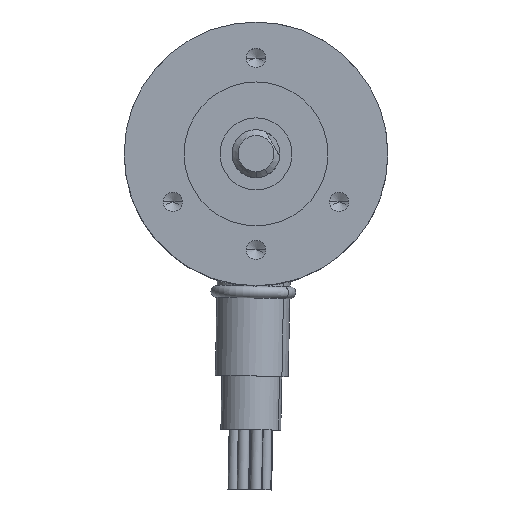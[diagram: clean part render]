
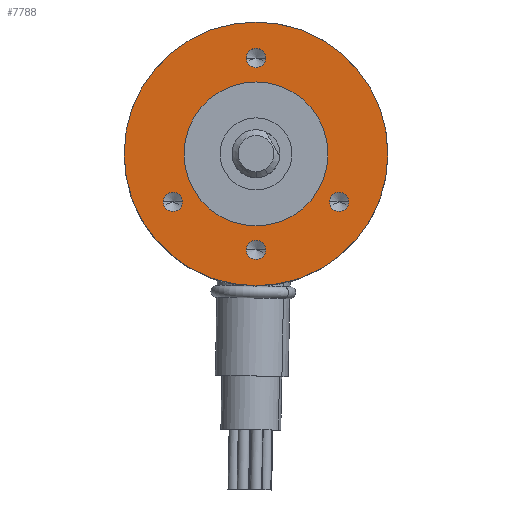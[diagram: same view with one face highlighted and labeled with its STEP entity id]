
A CAD part, top view. The second image highlights one B-rep face of the part: STEP entity #7788.
In plain terms, the highlighted planar face has unit normal (0, 0, 1).
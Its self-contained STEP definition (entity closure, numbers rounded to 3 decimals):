
#999=CARTESIAN_POINT('',(0.,0.,-4.));
#1000=DIRECTION('',(0.,0.,1.));
#1001=DIRECTION('',(-1.,0.,0.));
#1002=AXIS2_PLACEMENT_3D('',#999,#1000,#1001);
#1008=CARTESIAN_POINT('',(0.,0.,-4.));
#1009=DIRECTION('',(0.,0.,1.));
#1010=DIRECTION('',(0.,1.,0.));
#1011=AXIS2_PLACEMENT_3D('',#1008,#1009,#1010);
#1013=CARTESIAN_POINT('',(0.,0.,-4.));
#1014=DIRECTION('',(0.,0.,1.));
#1015=DIRECTION('',(0.,-1.,0.));
#1016=AXIS2_PLACEMENT_3D('',#1013,#1014,#1015);
#1018=CARTESIAN_POINT('',(0.,0.,-4.));
#1019=DIRECTION('',(0.,0.,1.));
#1020=DIRECTION('',(1.,0.,0.));
#1021=AXIS2_PLACEMENT_3D('',#1018,#1019,#1020);
#1027=CARTESIAN_POINT('',(0.,-8.,-4.));
#1028=DIRECTION('',(0.,0.,1.));
#1029=DIRECTION('',(-1.,0.,0.));
#1030=AXIS2_PLACEMENT_3D('',#1027,#1028,#1029);
#1036=CARTESIAN_POINT('',(0.,-8.,-4.));
#1037=DIRECTION('',(0.,0.,1.));
#1038=DIRECTION('',(1.,0.,0.));
#1039=AXIS2_PLACEMENT_3D('',#1036,#1037,#1038);
#1063=CARTESIAN_POINT('',(6.928,-4.,-4.));
#1064=DIRECTION('',(0.,0.,1.));
#1065=DIRECTION('',(-1.,0.,0.));
#1066=AXIS2_PLACEMENT_3D('',#1063,#1064,#1065);
#1072=CARTESIAN_POINT('',(6.928,-4.,-4.));
#1073=DIRECTION('',(0.,0.,1.));
#1074=DIRECTION('',(1.,0.,0.));
#1075=AXIS2_PLACEMENT_3D('',#1072,#1073,#1074);
#1099=CARTESIAN_POINT('',(0.,8.,-4.));
#1100=DIRECTION('',(0.,0.,1.));
#1101=DIRECTION('',(-1.,0.,0.));
#1102=AXIS2_PLACEMENT_3D('',#1099,#1100,#1101);
#1108=CARTESIAN_POINT('',(0.,8.,-4.));
#1109=DIRECTION('',(0.,0.,1.));
#1110=DIRECTION('',(1.,0.,0.));
#1111=AXIS2_PLACEMENT_3D('',#1108,#1109,#1110);
#1135=CARTESIAN_POINT('',(-6.928,-4.,-4.));
#1136=DIRECTION('',(0.,0.,1.));
#1137=DIRECTION('',(-1.,0.,0.));
#1138=AXIS2_PLACEMENT_3D('',#1135,#1136,#1137);
#1144=CARTESIAN_POINT('',(-6.928,-4.,-4.));
#1145=DIRECTION('',(0.,0.,1.));
#1146=DIRECTION('',(1.,0.,0.));
#1147=AXIS2_PLACEMENT_3D('',#1144,#1145,#1146);
#6591=CARTESIAN_POINT('',(0.,6.,-4.));
#6592=VERTEX_POINT('',#6591);
#6593=CARTESIAN_POINT('',(0.,-6.,-4.));
#6594=VERTEX_POINT('',#6593);
#7047=CARTESIAN_POINT('',(-7.728,-4.,-4.));
#7048=CARTESIAN_POINT('',(-6.128,-4.,-4.));
#7049=VERTEX_POINT('',#7047);
#7050=VERTEX_POINT('',#7048);
#7051=CARTESIAN_POINT('',(-0.8,8.,-4.));
#7052=CARTESIAN_POINT('',(0.8,8.,-4.));
#7053=VERTEX_POINT('',#7051);
#7054=VERTEX_POINT('',#7052);
#7055=CARTESIAN_POINT('',(-11.,0.,-4.));
#7056=CARTESIAN_POINT('',(11.,0.,-4.));
#7057=VERTEX_POINT('',#7055);
#7058=VERTEX_POINT('',#7056);
#7059=CARTESIAN_POINT('',(6.128,-4.,-4.));
#7060=CARTESIAN_POINT('',(7.728,-4.,-4.));
#7061=VERTEX_POINT('',#7059);
#7062=VERTEX_POINT('',#7060);
#7063=CARTESIAN_POINT('',(-0.8,-8.,-4.));
#7064=CARTESIAN_POINT('',(0.8,-8.,-4.));
#7065=VERTEX_POINT('',#7063);
#7066=VERTEX_POINT('',#7064);
#7748=CARTESIAN_POINT('',(0.,0.,-4.));
#7749=DIRECTION('',(0.,0.,1.));
#7750=DIRECTION('',(1.,0.,0.));
#7751=AXIS2_PLACEMENT_3D('',#7748,#7749,#7750);
#7752=PLANE('',#7751);
#7753=ORIENTED_EDGE('',*,*,#7738,.F.);
#7755=ORIENTED_EDGE('',*,*,#7754,.F.);
#7756=EDGE_LOOP('',(#7753,#7755));
#7757=FACE_OUTER_BOUND('',#7756,.F.);
#7759=ORIENTED_EDGE('',*,*,#7758,.T.);
#7761=ORIENTED_EDGE('',*,*,#7760,.T.);
#7762=EDGE_LOOP('',(#7759,#7761));
#7763=FACE_BOUND('',#7762,.F.);
#7765=ORIENTED_EDGE('',*,*,#7764,.T.);
#7767=ORIENTED_EDGE('',*,*,#7766,.T.);
#7768=EDGE_LOOP('',(#7765,#7767));
#7769=FACE_BOUND('',#7768,.F.);
#7771=ORIENTED_EDGE('',*,*,#7770,.T.);
#7773=ORIENTED_EDGE('',*,*,#7772,.T.);
#7774=EDGE_LOOP('',(#7771,#7773));
#7775=FACE_BOUND('',#7774,.F.);
#7777=ORIENTED_EDGE('',*,*,#7776,.T.);
#7779=ORIENTED_EDGE('',*,*,#7778,.T.);
#7780=EDGE_LOOP('',(#7777,#7779));
#7781=FACE_BOUND('',#7780,.F.);
#7783=ORIENTED_EDGE('',*,*,#7782,.T.);
#7785=ORIENTED_EDGE('',*,*,#7784,.T.);
#7786=EDGE_LOOP('',(#7783,#7785));
#7787=FACE_BOUND('',#7786,.F.);
#7788=ADVANCED_FACE('',(#7757,#7763,#7769,#7775,#7781,#7787),#7752,.T.);
#1003=CIRCLE('',#1002,11.);
#1012=CIRCLE('',#1011,6.);
#1017=CIRCLE('',#1016,6.);
#1022=CIRCLE('',#1021,11.);
#1031=CIRCLE('',#1030,0.8);
#1040=CIRCLE('',#1039,0.8);
#1067=CIRCLE('',#1066,0.8);
#1076=CIRCLE('',#1075,0.8);
#1103=CIRCLE('',#1102,0.8);
#1112=CIRCLE('',#1111,0.8);
#1139=CIRCLE('',#1138,0.8);
#1148=CIRCLE('',#1147,0.8);
#7738=EDGE_CURVE('',#7057,#7058,#1003,.T.);
#7754=EDGE_CURVE('',#7058,#7057,#1022,.T.);
#7758=EDGE_CURVE('',#7065,#7066,#1031,.T.);
#7760=EDGE_CURVE('',#7066,#7065,#1040,.T.);
#7764=EDGE_CURVE('',#7061,#7062,#1067,.T.);
#7766=EDGE_CURVE('',#7062,#7061,#1076,.T.);
#7770=EDGE_CURVE('',#7053,#7054,#1103,.T.);
#7772=EDGE_CURVE('',#7054,#7053,#1112,.T.);
#7776=EDGE_CURVE('',#7049,#7050,#1139,.T.);
#7778=EDGE_CURVE('',#7050,#7049,#1148,.T.);
#7782=EDGE_CURVE('',#6592,#6594,#1012,.T.);
#7784=EDGE_CURVE('',#6594,#6592,#1017,.T.);
